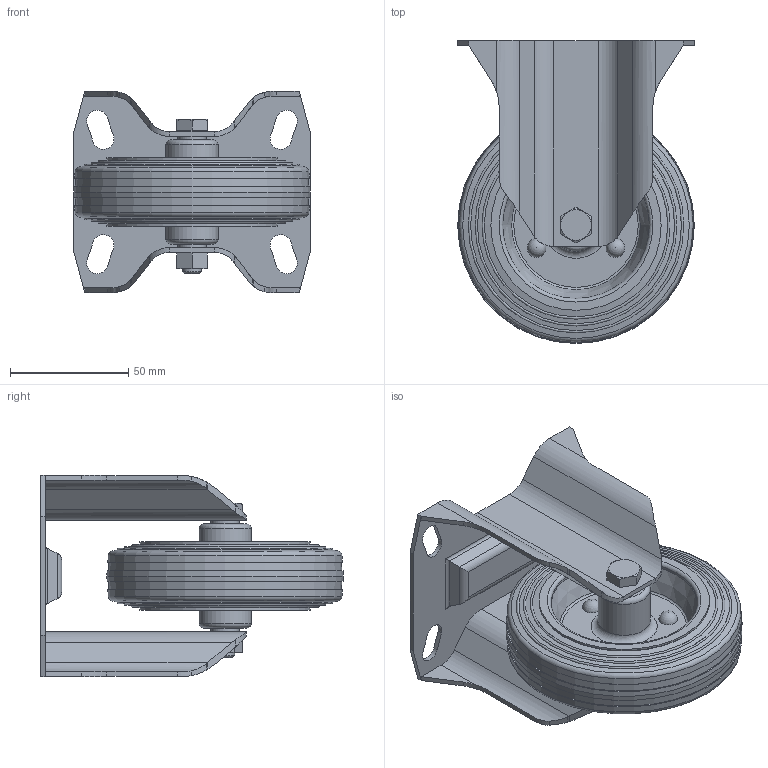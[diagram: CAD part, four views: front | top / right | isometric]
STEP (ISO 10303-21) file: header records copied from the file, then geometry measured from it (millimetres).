
FILE_DESCRIPTION(/* description */ ('RUOTA D.100 FISSA C/P'),/* implementation_level */ '2;1');
FILE_NAME(/* name */ 'CRUST0000002.stp',/* time_stamp */ '2025-02-11T11:45:53+01:00',/* author */ ('tecnico5'),/* organization */ ('CADENAS'),/* preprocessor_version */ 'ST-DEVELOPER v20',/* originating_system */ 'Autodesk Inventor 2022',/* authorisation */ ' ');
FILE_SCHEMA (('AUTOMOTIVE_DESIGN { 1 0 10303 214 3 1 1 }'));
Length unit declared in the file: millimetre
Products named in the file (6): CRUST0000002; 440000025320; 440000025323; 440000025321; 440000025324; 440000025322
Assembly tree (5 placements, depth 2):
  CRUST0000002
    440000025320
    440000025323
    440000025321
    440000025324
    440000025322
Bounding box: 100 x 128 x 85 mm (x, y, z)
Volume: 186375.7 mm3; surface area: 78049.5 mm2
Topology: 5 solids, 5 shells, 229 faces, 558 edges, 355 vertices
Faces by surface type: plane 98, cylinder 72, cone 37, torus 16, sphere 6
Full cylindrical faces by diameter (mm): 6.647 x1, 8 x4, 11.47 x1, 12 x2, 13.5 x2, 22 x2, 62 x2, 72 x2
Entity records: 7157 total; most frequent: CARTESIAN_POINT 1399, DIRECTION 1191, ORIENTED_EDGE 1104, EDGE_CURVE 552, AXIS2_PLACEMENT_3D 463, VERTEX_POINT 355, EDGE_LOOP 269, LINE 265
